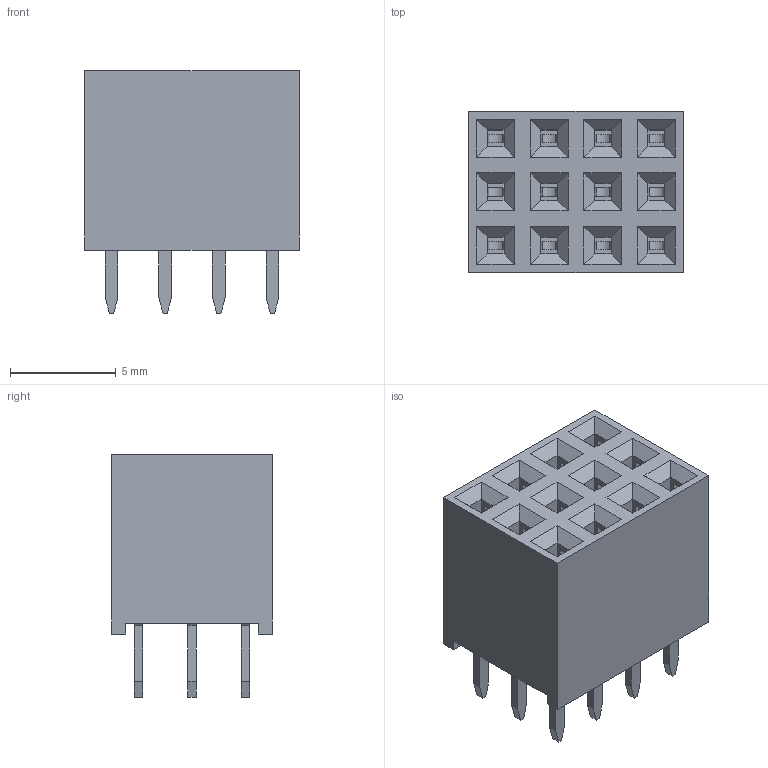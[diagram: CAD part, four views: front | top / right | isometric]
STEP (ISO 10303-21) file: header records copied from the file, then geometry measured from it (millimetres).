
FILE_DESCRIPTION(('STEP AP214'), '1');
FILE_NAME('PBT', '', ('UNSPECIFIED'), ('UNSPECIFIED'), 'ASCON STEP Converter 1.6', 'ASCON Math Kernel', '');
FILE_SCHEMA(('AUTOMOTIVE_DESIGN { 1 0 10303 214 3 1 1}'));
Length unit declared in the file: millimetre
Bounding box: 10.16 x 7.62 x 11.5 mm (x, y, z)
Volume: 573.2 mm3; surface area: 984.2 mm2
Topology: 1 solids, 1 shells, 658 faces, 1800 edges, 1120 vertices
Faces by surface type: plane 574, cylinder 84
Entity records: 25680 total; most frequent: ORIENTED_EDGE 3600, CARTESIAN_POINT 3579, DIRECTION 3334, EDGE_CURVE 1800, LINE 1584, VECTOR 1584, VERTEX_POINT 1120, AXIS2_PLACEMENT_3D 875
